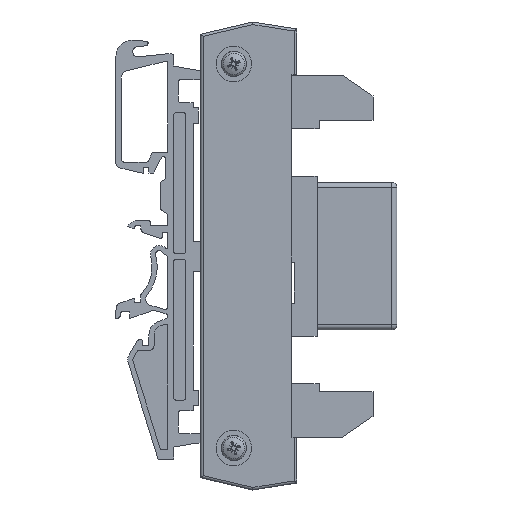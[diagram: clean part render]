
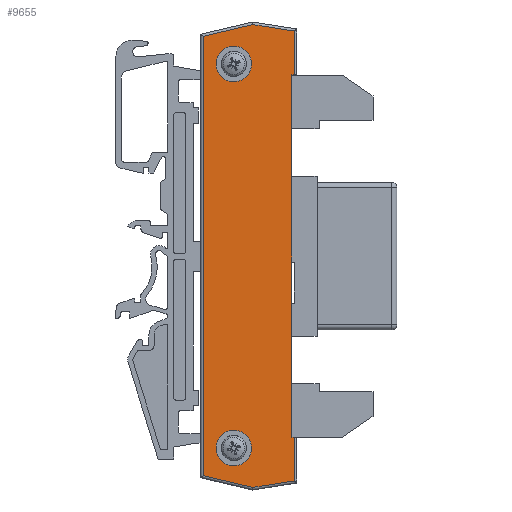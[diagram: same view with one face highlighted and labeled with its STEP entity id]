
A CAD part, left-side view. The second image highlights one B-rep face of the part: STEP entity #9655.
In plain terms, the highlighted face is planar.
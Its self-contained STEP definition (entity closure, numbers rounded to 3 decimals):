
#9194=CARTESIAN_POINT('',(-16.628,6.238,5.0));
#9195=VERTEX_POINT('',#9194);
#9202=CARTESIAN_POINT('',(54.672,6.238,5.0));
#9203=VERTEX_POINT('',#9202);
#9204=CARTESIAN_POINT('',(54.672,6.238,5.0));
#9205=DIRECTION('',(-1.0,0.0,0.0));
#9206=VECTOR('',#9205,71.3);
#9207=LINE('',#9204,#9206);
#9208=EDGE_CURVE('',#9203,#9195,#9207,.T.);
#9451=CARTESIAN_POINT('',(60.272,-5.162,5.0));
#9452=VERTEX_POINT('',#9451);
#9453=CARTESIAN_POINT('',(56.772,-5.162,5.0));
#9454=DIRECTION('',(0.0,0.0,-1.0));
#9455=DIRECTION('',(-1.0,0.0,0.0));
#9456=AXIS2_PLACEMENT_3D('',#9453,#9454,#9455);
#9457=CIRCLE('',#9456,3.5);
#9458=EDGE_CURVE('',#9452,#9452,#9457,.T.);
#9491=CARTESIAN_POINT('',(-15.228,-5.162,5.0));
#9492=VERTEX_POINT('',#9491);
#9493=CARTESIAN_POINT('',(-18.728,-5.162,5.0));
#9494=DIRECTION('',(0.0,0.0,-1.0));
#9495=DIRECTION('',(-1.0,0.0,0.0));
#9496=AXIS2_PLACEMENT_3D('',#9493,#9494,#9495);
#9497=CIRCLE('',#9496,3.5);
#9498=EDGE_CURVE('',#9492,#9492,#9497,.T.);
#9532=CARTESIAN_POINT('',(54.672,6.738,5.0));
#9533=VERTEX_POINT('',#9532);
#9534=CARTESIAN_POINT('',(54.672,6.738,5.0));
#9535=DIRECTION('',(0.0,-1.0,0.0));
#9536=VECTOR('',#9535,0.5);
#9537=LINE('',#9534,#9536);
#9538=EDGE_CURVE('',#9533,#9203,#9537,.T.);
#9563=CARTESIAN_POINT('',(-16.628,6.738,5.0));
#9564=VERTEX_POINT('',#9563);
#9572=CARTESIAN_POINT('',(-16.628,6.238,5.0));
#9573=DIRECTION('',(0.0,1.0,0.0));
#9574=VECTOR('',#9573,0.5);
#9575=LINE('',#9572,#9574);
#9576=EDGE_CURVE('',#9195,#9564,#9575,.T.);
#9585=CARTESIAN_POINT('',(19.022,-2.126,5.0));
#9586=DIRECTION('',(0.0,0.0,1.0));
#9587=DIRECTION('',(1.0,0.0,0.0));
#9588=AXIS2_PLACEMENT_3D('',#9585,#9586,#9587);
#9589=PLANE('',#9588);
#9590=ORIENTED_EDGE('',*,*,#9538,.T.);
#9591=ORIENTED_EDGE('',*,*,#9208,.T.);
#9592=ORIENTED_EDGE('',*,*,#9576,.T.);
#9593=CARTESIAN_POINT('',(-25.176,6.738,5.0));
#9594=VERTEX_POINT('',#9593);
#9595=CARTESIAN_POINT('',(-25.176,6.738,5.0));
#9596=DIRECTION('',(1.0,0.0,0.0));
#9597=VECTOR('',#9596,8.548);
#9598=LINE('',#9595,#9597);
#9599=EDGE_CURVE('',#9594,#9564,#9598,.T.);
#9600=ORIENTED_EDGE('',*,*,#9599,.F.);
#9601=CARTESIAN_POINT('',(-26.459,-1.405,5.0));
#9602=VERTEX_POINT('',#9601);
#9603=CARTESIAN_POINT('',(-26.459,-1.405,5.0));
#9604=DIRECTION('',(0.156,0.988,0.0));
#9605=VECTOR('',#9604,8.244);
#9606=LINE('',#9603,#9605);
#9607=EDGE_CURVE('',#9602,#9594,#9606,.T.);
#9608=ORIENTED_EDGE('',*,*,#9607,.F.);
#9609=CARTESIAN_POINT('',(-24.157,-11.162,5.0));
#9610=VERTEX_POINT('',#9609);
#9611=CARTESIAN_POINT('',(-24.157,-11.162,5.0));
#9612=DIRECTION('',(-0.23,0.973,0.0));
#9613=VECTOR('',#9612,10.024);
#9614=LINE('',#9611,#9613);
#9615=EDGE_CURVE('',#9610,#9602,#9614,.T.);
#9616=ORIENTED_EDGE('',*,*,#9615,.F.);
#9617=CARTESIAN_POINT('',(62.201,-11.162,5.0));
#9618=VERTEX_POINT('',#9617);
#9619=CARTESIAN_POINT('',(62.201,-11.162,5.0));
#9620=DIRECTION('',(-1.0,0.0,0.0));
#9621=VECTOR('',#9620,86.358);
#9622=LINE('',#9619,#9621);
#9623=EDGE_CURVE('',#9618,#9610,#9622,.T.);
#9624=ORIENTED_EDGE('',*,*,#9623,.F.);
#9625=CARTESIAN_POINT('',(64.503,-1.405,5.0));
#9626=VERTEX_POINT('',#9625);
#9627=CARTESIAN_POINT('',(64.503,-1.405,5.0));
#9628=DIRECTION('',(-0.23,-0.973,0.0));
#9629=VECTOR('',#9628,10.024);
#9630=LINE('',#9627,#9629);
#9631=EDGE_CURVE('',#9626,#9618,#9630,.T.);
#9632=ORIENTED_EDGE('',*,*,#9631,.F.);
#9633=CARTESIAN_POINT('',(63.22,6.738,5.0));
#9634=VERTEX_POINT('',#9633);
#9635=CARTESIAN_POINT('',(63.22,6.738,5.0));
#9636=DIRECTION('',(0.156,-0.988,0.0));
#9637=VECTOR('',#9636,8.244);
#9638=LINE('',#9635,#9637);
#9639=EDGE_CURVE('',#9634,#9626,#9638,.T.);
#9640=ORIENTED_EDGE('',*,*,#9639,.F.);
#9641=CARTESIAN_POINT('',(54.672,6.738,5.0));
#9642=DIRECTION('',(1.0,0.0,0.0));
#9643=VECTOR('',#9642,8.548);
#9644=LINE('',#9641,#9643);
#9645=EDGE_CURVE('',#9533,#9634,#9644,.T.);
#9646=ORIENTED_EDGE('',*,*,#9645,.F.);
#9647=EDGE_LOOP('',(#9590,#9591,#9592,#9600,#9608,#9616,#9624,#9632,#9640,#9646));
#9648=FACE_OUTER_BOUND('',#9647,.T.);
#9649=ORIENTED_EDGE('',*,*,#9458,.T.);
#9650=EDGE_LOOP('',(#9649));
#9651=FACE_BOUND('',#9650,.T.);
#9652=ORIENTED_EDGE('',*,*,#9498,.T.);
#9653=EDGE_LOOP('',(#9652));
#9654=FACE_BOUND('',#9653,.T.);
#9655=ADVANCED_FACE('',(#9648,#9651,#9654),#9589,.T.);
